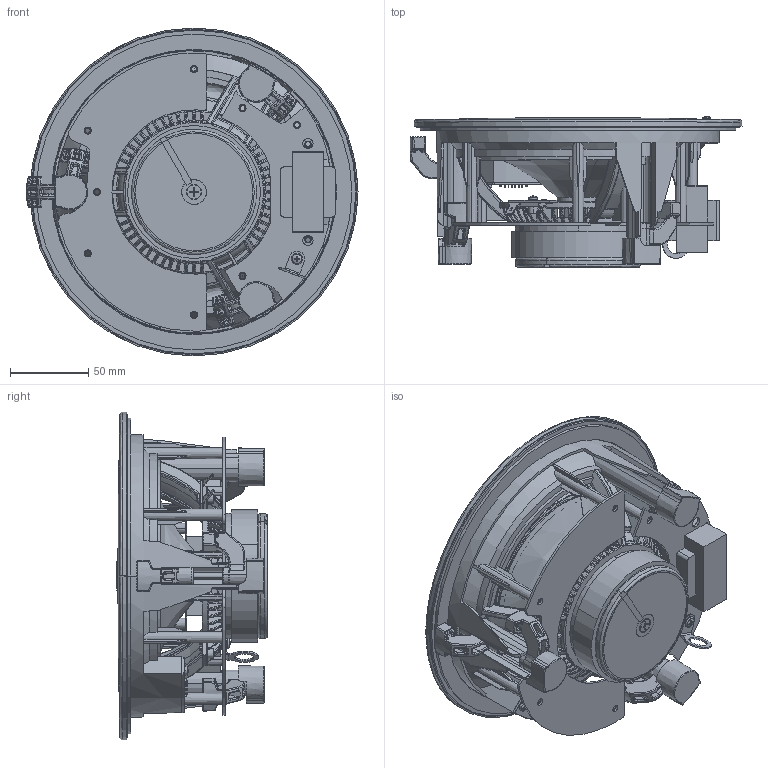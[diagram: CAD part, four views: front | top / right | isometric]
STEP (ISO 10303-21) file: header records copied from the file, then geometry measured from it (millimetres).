
FILE_DESCRIPTION (( 'STEP AP203' ), '1' );
FILE_NAME ('100_ICW6-T.STEP', '2026-01-27T09:41:30', ( '' ), ( '' ), 'SwSTEP 2.0', 'SolidWorks 2022', '' );
FILE_SCHEMA (( 'CONFIG_CONTROL_DESIGN' ));
Products named in the file (1): 100_ICW6-T
Bounding box: 212.36 x 96.63 x 209.76 mm (x, y, z)
Volume: 527223.6 mm3; surface area: 461905 mm2
Topology: 51 solids, 51 shells, 7759 faces, 16770 edges, 8996 vertices
Faces by surface type: plane 4486, bspline 1844, cylinder 803, cone 598, torus 26, sphere 2
Full cylindrical faces by diameter (mm): 46.633 x1
Entity records: 268788 total; most frequent: CARTESIAN_POINT 120349, ORIENTED_EDGE 33352, DIRECTION 26632, EDGE_CURVE 16676, AXIS2_PLACEMENT_3D 9346, VERTEX_POINT 8996, EDGE_LOOP 7954, LINE 7940
